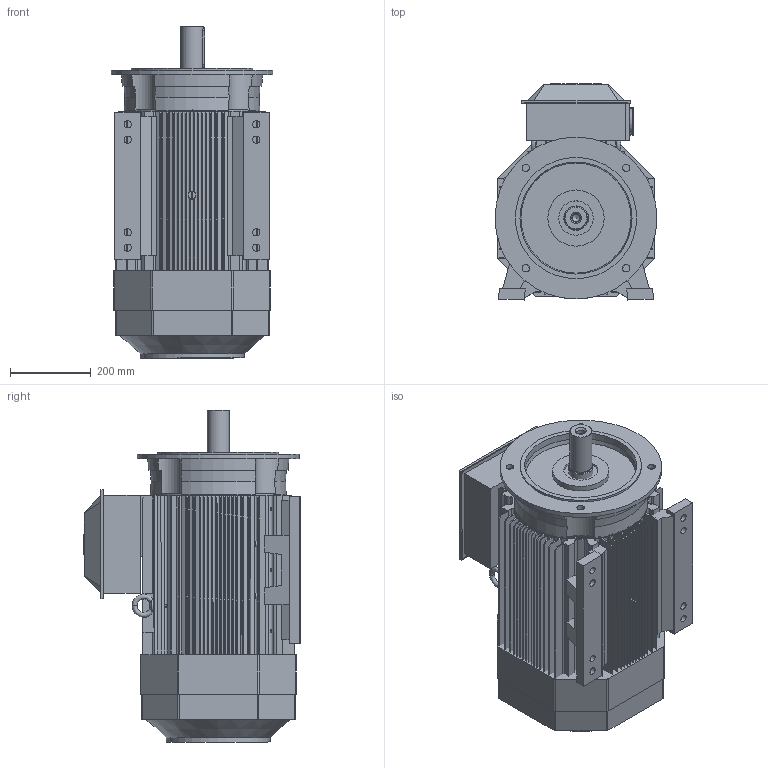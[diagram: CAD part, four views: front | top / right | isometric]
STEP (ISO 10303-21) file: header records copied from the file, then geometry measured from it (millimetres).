
FILE_DESCRIPTION((''),'2;1');
FILE_NAME('3GZV100086-22.stp','2015-07-02T11:27:42',('sejotaa1'),(''),'Autodesk Inventor 2011','Autodesk Inventor 2011','');
FILE_SCHEMA(('AUTOMOTIVE_DESIGN { 1 0 10303 214 1 1 1 1 }'));
Length unit declared in the file: millimetre
Products named in the file (1): 3GZV100086-22
Bounding box: 400 x 534.17 x 820.64 mm (x, y, z)
Volume: 104042480.2 mm3; surface area: 7826208 mm2
Topology: 20 solids, 152 shells, 2122 faces, 5676 edges, 3760 vertices
Faces by surface type: plane 1116, cylinder 850, cone 90, bspline 42, torus 24
Full cylindrical faces by diameter (mm): 3.3 x8, 5.5 x8, 6.6 x2, 8.4 x2, 10.106 x12, 11 x2, 12 x4, 16 x4, 17.294 x2, 18 x16, 19 x8, 20 x2, 20.127 x4, 21 x2, 30 x4, 47 x2, 49 x2, 49.4 x2, 50 x2, 54.4 x2, 55 x2, 57 x2, 59 x4, 59.4 x2, 60 x2, 61.376 x2, 63 x6, 70 x4, 71 x4, 85 x2
Entity records: 75209 total; most frequent: CARTESIAN_POINT 19823, DIRECTION 11108, ORIENTED_EDGE 10484, EDGE_CURVE 5418, AXIS2_PLACEMENT_3D 4069, VERTEX_POINT 3722, VECTOR 2970, LINE 2970
